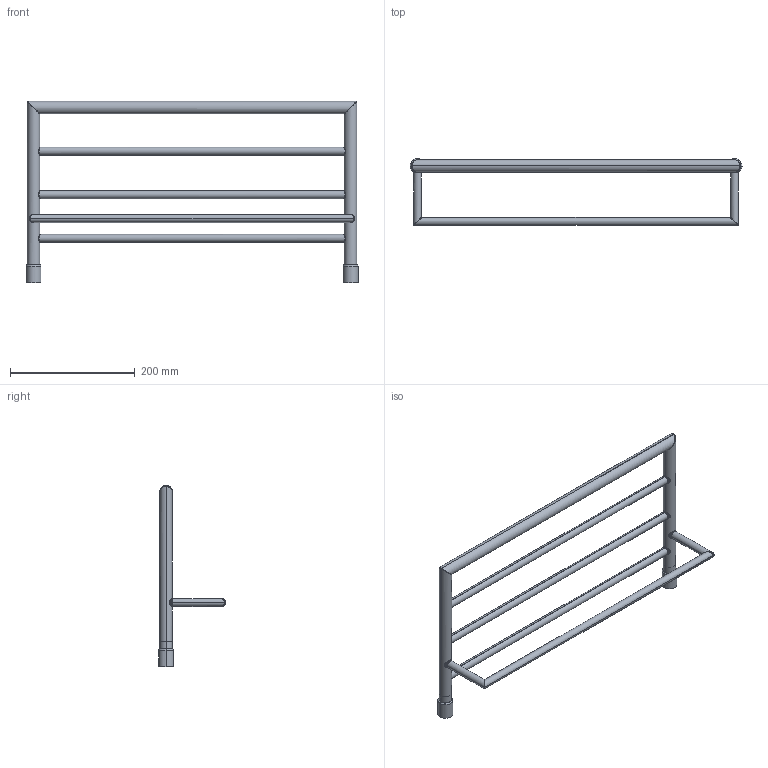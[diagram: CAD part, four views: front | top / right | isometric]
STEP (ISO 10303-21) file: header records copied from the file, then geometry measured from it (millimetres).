
FILE_DESCRIPTION((''),'2;1');
FILE_NAME('XX43S-20_ASM','2015-02-12T',('rsmith'),(''),'PRO/ENGINEER BY PARAMETRIC TECHNOLOGY CORPORATION, 2013150','PRO/ENGINEER BY PARAMETRIC TECHNOLOGY CORPORATION, 2013150','');
FILE_SCHEMA(('CONFIG_CONTROL_DESIGN'));
Length unit declared in the file: inch
Products named in the file (3): 80765; 80751; XX43S-20_ASM
Assembly tree (3 placements, depth 2):
  XX43S-20_ASM
    80765
    80751  x2
Bounding box: 532 x 107.25 x 290.46 mm (x, y, z)
Volume: 132643.4 mm3; surface area: 447893.1 mm2
Topology: 3 solids, 27 shells, 332 faces, 752 edges, 444 vertices
Faces by surface type: cylinder 164, bspline 142, plane 18, cone 4, torus 4
Entity records: 26575 total; most frequent: CARTESIAN_POINT 21054, ORIENTED_EDGE 1254, DIRECTION 852, EDGE_CURVE 660, VERTEX_POINT 384, AXIS2_PLACEMENT_3D 355, B_SPLINE_CURVE_WITH_KNOTS 336, EDGE_LOOP 318
